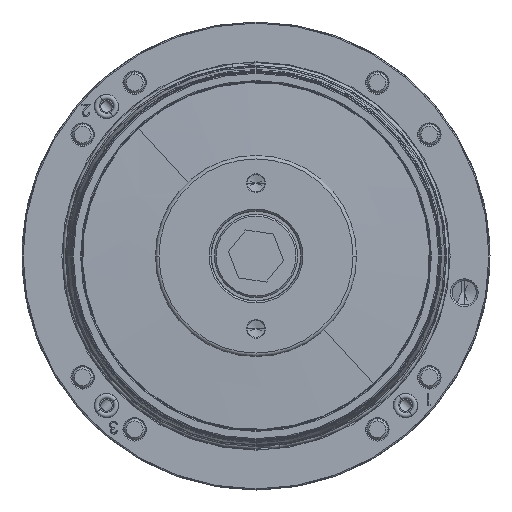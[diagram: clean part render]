
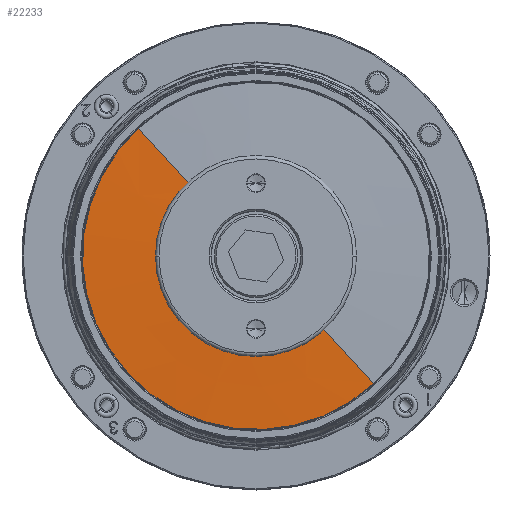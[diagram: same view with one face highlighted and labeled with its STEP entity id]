
A CAD part, front view. The second image highlights one B-rep face of the part: STEP entity #22233.
In plain terms, the highlighted conical face has half-angle 87.853 degrees and reference radius 50.05 mm.
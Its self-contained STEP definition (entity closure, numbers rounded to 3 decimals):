
#1608 = ORIENTED_EDGE ( 'NONE', *, *, #29393, .F. ) ;
#2019 = DIRECTION ( 'NONE',  ( -0.678, 0.037, 0.734 ) ) ;
#2036 = CARTESIAN_POINT ( 'NONE',  ( 0., -81.339, 0. ) ) ;
#2523 = VECTOR ( 'NONE', #3723, 1000. ) ;
#3535 = VERTEX_POINT ( 'NONE', #28339 ) ;
#3723 = DIRECTION ( 'NONE',  ( 0.678, 0.037, -0.734 ) ) ;
#3964 = CIRCLE ( 'NONE', #20154, 25.675 ) ;
#4417 = LINE ( 'NONE', #18700, #2523 ) ;
#5256 = ORIENTED_EDGE ( 'NONE', *, *, #29104, .F. ) ;
#6729 = DIRECTION ( 'NONE',  ( 0., -1., 0. ) ) ;
#6840 = EDGE_CURVE ( 'NONE', #3535, #30510, #11283, .T. ) ;
#7672 = AXIS2_PLACEMENT_3D ( 'NONE', #24641, #6729, #27631 ) ;
#10968 = DIRECTION ( 'NONE',  ( 0., -1., 0. ) ) ;
#11283 = LINE ( 'NONE', #13839, #19275 ) ;
#11361 = CARTESIAN_POINT ( 'NONE',  ( 33.948, -81.339, -36.777 ) ) ;
#11780 = CARTESIAN_POINT ( 'NONE',  ( -33.948, -81.339, 36.777 ) ) ;
#13839 = CARTESIAN_POINT ( 'NONE',  ( -33.948, -81.339, 36.777 ) ) ;
#14784 = CONICAL_SURFACE ( 'NONE', #34876, 50.05, 1.533 ) ;
#16573 = CARTESIAN_POINT ( 'NONE',  ( 17.415, -82.253, -18.866 ) ) ;
#17265 = DIRECTION ( 'NONE',  ( 0.678, 0., -0.735 ) ) ;
#18537 = FACE_OUTER_BOUND ( 'NONE', #21986, .T. ) ;
#18700 = CARTESIAN_POINT ( 'NONE',  ( 33.948, -81.339, -36.777 ) ) ;
#19116 = ORIENTED_EDGE ( 'NONE', *, *, #29687, .T. ) ;
#19167 = VERTEX_POINT ( 'NONE', #16573 ) ;
#19275 = VECTOR ( 'NONE', #2019, 1000. ) ;
#20154 = AXIS2_PLACEMENT_3D ( 'NONE', #28866, #10968, #31879 ) ;
#21986 = EDGE_LOOP ( 'NONE', ( #5256, #35593, #19116, #1608 ) ) ;
#22233 = ADVANCED_FACE ( 'NONE', ( #18537 ), #14784, .T. ) ;
#24641 = CARTESIAN_POINT ( 'NONE',  ( 0., -81.339, 0. ) ) ;
#27631 = DIRECTION ( 'NONE',  ( -0.678, 0., 0.735 ) ) ;
#28339 = CARTESIAN_POINT ( 'NONE',  ( -17.415, -82.253, 18.866 ) ) ;
#28866 = CARTESIAN_POINT ( 'NONE',  ( 0., -82.253, 0. ) ) ;
#29001 = DIRECTION ( 'NONE',  ( 0., 1., 0. ) ) ;
#29104 = EDGE_CURVE ( 'NONE', #3535, #19167, #3964, .T. ) ;
#29393 = EDGE_CURVE ( 'NONE', #19167, #35740, #4417, .T. ) ;
#29687 = EDGE_CURVE ( 'NONE', #30510, #35740, #36178, .T. ) ;
#30510 = VERTEX_POINT ( 'NONE', #11780 ) ;
#31879 = DIRECTION ( 'NONE',  ( -0.678, 0., 0.735 ) ) ;
#34876 = AXIS2_PLACEMENT_3D ( 'NONE', #2036, #29001, #17265 ) ;
#35593 = ORIENTED_EDGE ( 'NONE', *, *, #6840, .T. ) ;
#35740 = VERTEX_POINT ( 'NONE', #11361 ) ;
#36178 = CIRCLE ( 'NONE', #7672, 50.05 ) ;
